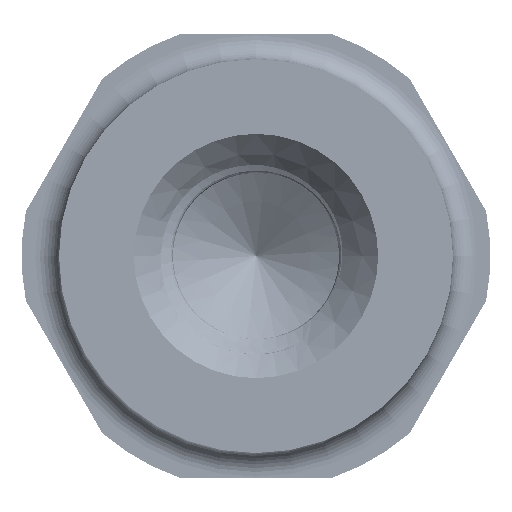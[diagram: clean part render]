
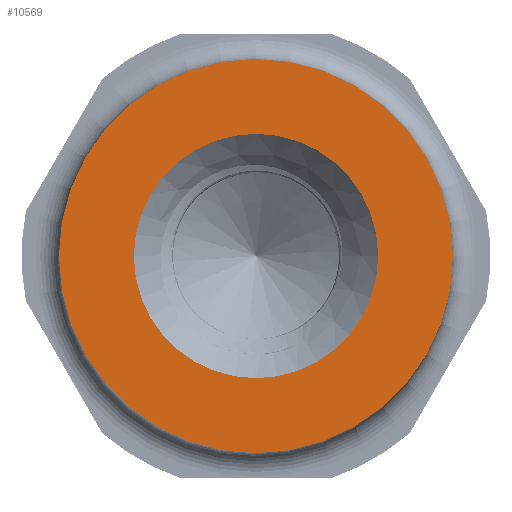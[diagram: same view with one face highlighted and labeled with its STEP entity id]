
A CAD part, front view. The second image highlights one B-rep face of the part: STEP entity #10569.
In plain terms, the highlighted planar face has unit normal (0, -1, 0).
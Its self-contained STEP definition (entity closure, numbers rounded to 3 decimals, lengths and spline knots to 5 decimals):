
#275=FACE_BOUND('',#1716,.T.);
#354=PLANE('',#11410);
#913=FACE_OUTER_BOUND('',#1715,.T.);
#1715=EDGE_LOOP('',(#7034));
#1716=EDGE_LOOP('',(#7035));
#3084=CIRCLE('',#11376,0.155);
#3100=CIRCLE('',#11409,0.25);
#4214=VERTEX_POINT('',#23440);
#4242=VERTEX_POINT('',#23525);
#5100=EDGE_CURVE('',#4214,#4214,#3084,.T.);
#5140=EDGE_CURVE('',#4242,#4242,#3100,.T.);
#7034=ORIENTED_EDGE('',*,*,#5140,.T.);
#7035=ORIENTED_EDGE('',*,*,#5100,.T.);
#10569=ADVANCED_FACE('',(#913,#275),#354,.T.);
#11376=AXIS2_PLACEMENT_3D('',#23441,#13189,#13190);
#11409=AXIS2_PLACEMENT_3D('',#23526,#13279,#13280);
#11410=AXIS2_PLACEMENT_3D('',#23527,#13281,#13282);
#13189=DIRECTION('center_axis',(0.,1.,0.));
#13190=DIRECTION('ref_axis',(1.,0.,0.));
#13279=DIRECTION('center_axis',(0.,-1.,0.));
#13280=DIRECTION('ref_axis',(1.,0.,0.));
#13281=DIRECTION('center_axis',(0.,-1.,0.));
#13282=DIRECTION('ref_axis',(0.,0.,-1.));
#23440=CARTESIAN_POINT('',(0.28641,-0.74058,0.));
#23441=CARTESIAN_POINT('Origin',(0.13141,-0.74058,0.));
#23525=CARTESIAN_POINT('',(0.38141,-0.74058,0.));
#23526=CARTESIAN_POINT('Origin',(0.13141,-0.74058,0.));
#23527=CARTESIAN_POINT('Origin',(0.13141,-0.74058,0.));
